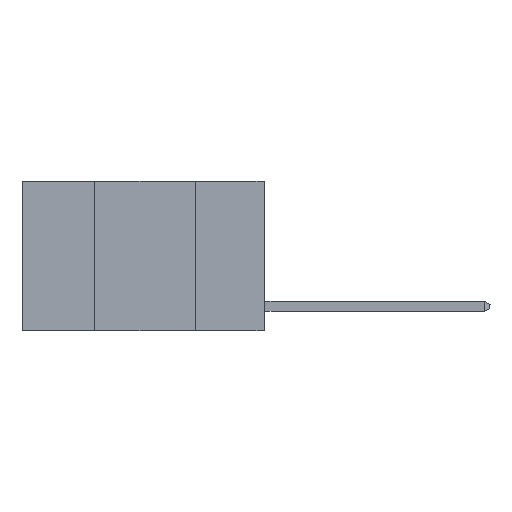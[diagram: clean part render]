
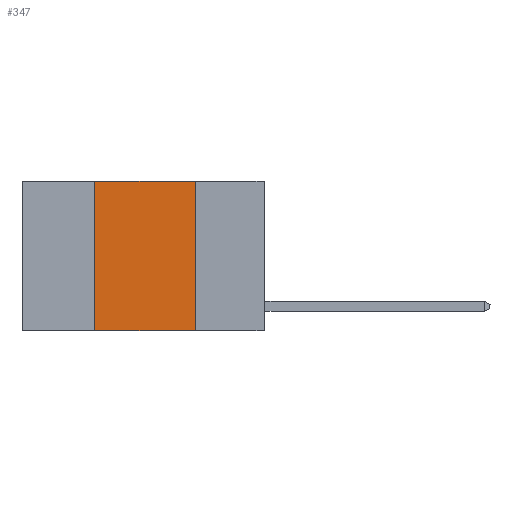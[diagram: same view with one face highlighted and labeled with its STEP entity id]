
A CAD part, left-side view. The second image highlights one B-rep face of the part: STEP entity #347.
In plain terms, the highlighted planar face has unit normal (-1, 0, 0).
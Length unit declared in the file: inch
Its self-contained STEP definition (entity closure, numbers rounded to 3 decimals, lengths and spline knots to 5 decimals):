
#347 = ADVANCED_FACE ( 'NONE', ( #3476 ), #9826, .F. ) ;
#408 = CARTESIAN_POINT ( 'NONE',  ( 0., 0.6, 0. ) ) ;
#810 = LINE ( 'NONE', #19981, #9472 ) ;
#969 = ORIENTED_EDGE ( 'NONE', *, *, #4599, .F. ) ;
#1484 = DIRECTION ( 'NONE',  ( 0., -1., 0. ) ) ;
#2379 = VECTOR ( 'NONE', #1484, 39.37008 ) ;
#2942 = LINE ( 'NONE', #14205, #7372 ) ;
#3476 = FACE_OUTER_BOUND ( 'NONE', #3518, .T. ) ;
#3518 = EDGE_LOOP ( 'NONE', ( #969, #10523, #20317, #9107 ) ) ;
#4599 = EDGE_CURVE ( 'NONE', #5585, #6650, #2942, .T. ) ;
#5585 = VERTEX_POINT ( 'NONE', #8110 ) ;
#5615 = CARTESIAN_POINT ( 'NONE',  ( 0., 0.6, 0. ) ) ;
#6650 = VERTEX_POINT ( 'NONE', #7000 ) ;
#7000 = CARTESIAN_POINT ( 'NONE',  ( 0., 0.17, -0.37 ) ) ;
#7302 = LINE ( 'NONE', #5615, #15173 ) ;
#7372 = VECTOR ( 'NONE', #11185, 39.37008 ) ;
#7400 = VERTEX_POINT ( 'NONE', #19100 ) ;
#8110 = CARTESIAN_POINT ( 'NONE',  ( 0., 0.17, 0. ) ) ;
#8554 = LINE ( 'NONE', #20308, #2379 ) ;
#9107 = ORIENTED_EDGE ( 'NONE', *, *, #18945, .T. ) ;
#9472 = VECTOR ( 'NONE', #13796, 39.37008 ) ;
#9826 = PLANE ( 'NONE',  #10532 ) ;
#10523 = ORIENTED_EDGE ( 'NONE', *, *, #12424, .F. ) ;
#10532 = AXIS2_PLACEMENT_3D ( 'NONE', #408, #17482, #11468 ) ;
#11185 = DIRECTION ( 'NONE',  ( 0., 0., -1. ) ) ;
#11468 = DIRECTION ( 'NONE',  ( 0., 0., -1. ) ) ;
#12176 = DIRECTION ( 'NONE',  ( 0., -1., 0. ) ) ;
#12424 = EDGE_CURVE ( 'NONE', #19303, #5585, #7302, .T. ) ;
#13735 = EDGE_CURVE ( 'NONE', #7400, #19303, #810, .T. ) ;
#13796 = DIRECTION ( 'NONE',  ( 0., 0., 1. ) ) ;
#14205 = CARTESIAN_POINT ( 'NONE',  ( 0., 0.17, 0. ) ) ;
#14228 = CARTESIAN_POINT ( 'NONE',  ( 0., 0.42, 0. ) ) ;
#15173 = VECTOR ( 'NONE', #12176, 39.37008 ) ;
#17482 = DIRECTION ( 'NONE',  ( 1., 0., 0. ) ) ;
#18945 = EDGE_CURVE ( 'NONE', #7400, #6650, #8554, .T. ) ;
#19100 = CARTESIAN_POINT ( 'NONE',  ( 0., 0.42, -0.37 ) ) ;
#19303 = VERTEX_POINT ( 'NONE', #14228 ) ;
#19981 = CARTESIAN_POINT ( 'NONE',  ( 0., 0.42, 0. ) ) ;
#20308 = CARTESIAN_POINT ( 'NONE',  ( 0., 0.6, -0.37 ) ) ;
#20317 = ORIENTED_EDGE ( 'NONE', *, *, #13735, .F. ) ;
